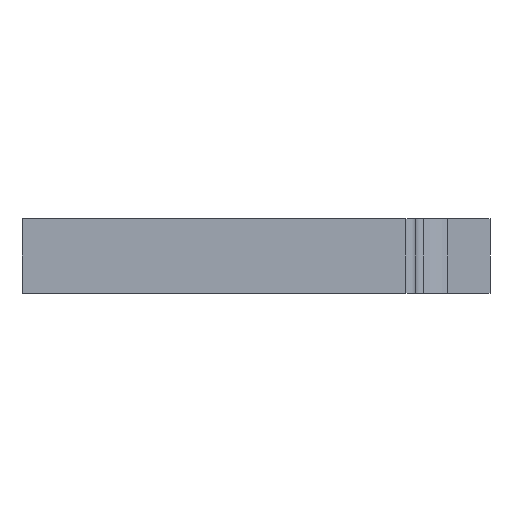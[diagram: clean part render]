
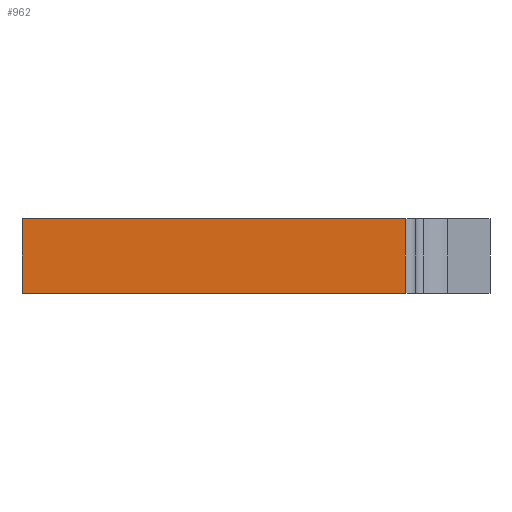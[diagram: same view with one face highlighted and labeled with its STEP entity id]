
A CAD part, left-side view. The second image highlights one B-rep face of the part: STEP entity #962.
In plain terms, the highlighted planar face has unit normal (-1, 0, 0).
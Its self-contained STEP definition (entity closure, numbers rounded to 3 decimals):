
#54 = CARTESIAN_POINT ( 'NONE',  ( -15., 17., 15. ) ) ;
#76 = CARTESIAN_POINT ( 'NONE',  ( -15., 17., 0. ) ) ;
#89 = LINE ( 'NONE', #389, #670 ) ;
#114 = DIRECTION ( 'NONE',  ( 0., 1., 0. ) ) ;
#264 = VECTOR ( 'NONE', #1576, 1000. ) ;
#276 = FACE_OUTER_BOUND ( 'NONE', #1497, .T. ) ;
#321 = VECTOR ( 'NONE', #776, 1000. ) ;
#389 = CARTESIAN_POINT ( 'NONE',  ( -15., -17., 15. ) ) ;
#432 = LINE ( 'NONE', #54, #264 ) ;
#473 = VERTEX_POINT ( 'NONE', #76 ) ;
#489 = DIRECTION ( 'NONE',  ( 0., 1., 0. ) ) ;
#490 = ORIENTED_EDGE ( 'NONE', *, *, #566, .F. ) ;
#497 = EDGE_CURVE ( 'NONE', #961, #1475, #1200, .T. ) ;
#566 = EDGE_CURVE ( 'NONE', #961, #473, #978, .T. ) ;
#670 = VECTOR ( 'NONE', #489, 1000. ) ;
#710 = DIRECTION ( 'NONE',  ( 0., 0., 1. ) ) ;
#776 = DIRECTION ( 'NONE',  ( 0., 0., 1. ) ) ;
#782 = EDGE_CURVE ( 'NONE', #1439, #473, #432, .T. ) ;
#850 = PLANE ( 'NONE',  #1527 ) ;
#961 = VERTEX_POINT ( 'NONE', #1707 ) ;
#962 = ADVANCED_FACE ( 'NONE', ( #276 ), #850, .T. ) ;
#966 = CARTESIAN_POINT ( 'NONE',  ( -15., 17., 15. ) ) ;
#978 = LINE ( 'NONE', #1538, #1263 ) ;
#1001 = CARTESIAN_POINT ( 'NONE',  ( -15., -60., 15. ) ) ;
#1097 = CARTESIAN_POINT ( 'NONE',  ( -15., -60., 15. ) ) ;
#1200 = LINE ( 'NONE', #1097, #321 ) ;
#1254 = EDGE_CURVE ( 'NONE', #1475, #1439, #89, .T. ) ;
#1263 = VECTOR ( 'NONE', #114, 1000. ) ;
#1299 = CARTESIAN_POINT ( 'NONE',  ( -15., -17., 15. ) ) ;
#1366 = ORIENTED_EDGE ( 'NONE', *, *, #497, .T. ) ;
#1400 = ORIENTED_EDGE ( 'NONE', *, *, #1254, .T. ) ;
#1439 = VERTEX_POINT ( 'NONE', #966 ) ;
#1475 = VERTEX_POINT ( 'NONE', #1001 ) ;
#1486 = ORIENTED_EDGE ( 'NONE', *, *, #782, .T. ) ;
#1497 = EDGE_LOOP ( 'NONE', ( #490, #1366, #1400, #1486 ) ) ;
#1527 = AXIS2_PLACEMENT_3D ( 'NONE', #1299, #1731, #710 ) ;
#1538 = CARTESIAN_POINT ( 'NONE',  ( -15., -17., 0. ) ) ;
#1576 = DIRECTION ( 'NONE',  ( 0., 0., -1. ) ) ;
#1707 = CARTESIAN_POINT ( 'NONE',  ( -15., -60., 0. ) ) ;
#1731 = DIRECTION ( 'NONE',  ( -1., 0., 0. ) ) ;
